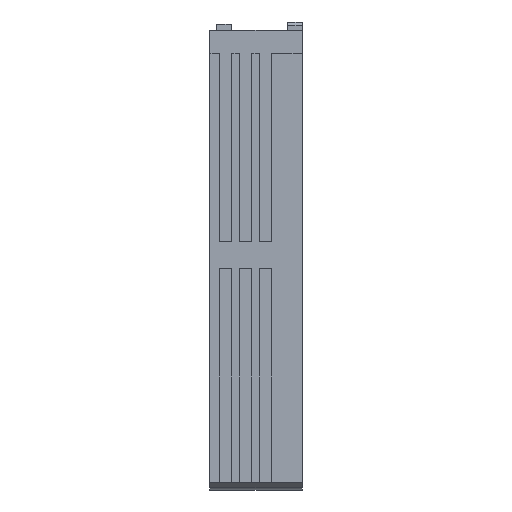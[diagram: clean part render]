
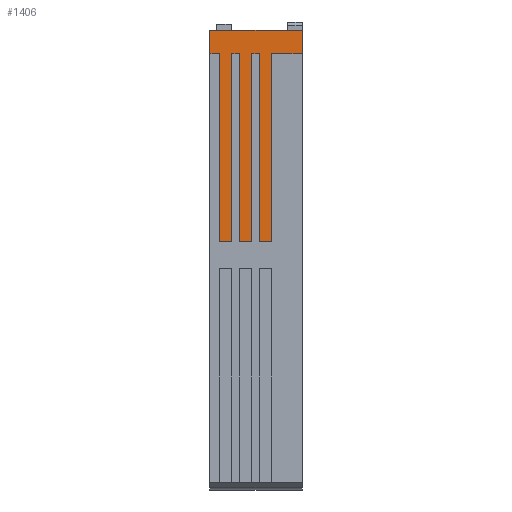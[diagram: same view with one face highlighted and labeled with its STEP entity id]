
A CAD part, front view. The second image highlights one B-rep face of the part: STEP entity #1406.
In plain terms, the highlighted planar face has unit normal (0, -1, 0).
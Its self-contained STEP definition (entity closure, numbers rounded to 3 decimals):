
#20 = VECTOR ( 'NONE', #6270, 1000. ) ;
#141 = CARTESIAN_POINT ( 'NONE',  ( -3.15, -48.733, -27.5 ) ) ;
#155 = EDGE_CURVE ( 'NONE', #8426, #7317, #8407, .T. ) ;
#208 = CARTESIAN_POINT ( 'NONE',  ( -0.55, -48.733, -27.5 ) ) ;
#421 = EDGE_CURVE ( 'NONE', #2395, #674, #2151, .T. ) ;
#470 = CARTESIAN_POINT ( 'NONE',  ( -4.75, -48.733, -3. ) ) ;
#660 = CARTESIAN_POINT ( 'NONE',  ( -6., -48.733, 0.033 ) ) ;
#674 = VERTEX_POINT ( 'NONE', #141 ) ;
#773 = CARTESIAN_POINT ( 'NONE',  ( -2.15, -48.733, -27.5 ) ) ;
#946 = ORIENTED_EDGE ( 'NONE', *, *, #4139, .T. ) ;
#1030 = VECTOR ( 'NONE', #4861, 1000. ) ;
#1035 = DIRECTION ( 'NONE',  ( 0., 0., -1. ) ) ;
#1067 = CARTESIAN_POINT ( 'NONE',  ( -4.75, -48.733, -27.5 ) ) ;
#1144 = VERTEX_POINT ( 'NONE', #773 ) ;
#1169 = LINE ( 'NONE', #660, #4750 ) ;
#1265 = LINE ( 'NONE', #8004, #8001 ) ;
#1288 = ORIENTED_EDGE ( 'NONE', *, *, #421, .T. ) ;
#1341 = EDGE_CURVE ( 'NONE', #7404, #7910, #2137, .T. ) ;
#1364 = DIRECTION ( 'NONE',  ( 1., 0., 0. ) ) ;
#1390 = CARTESIAN_POINT ( 'NONE',  ( -3.15, -48.733, -3. ) ) ;
#1406 = ADVANCED_FACE ( 'NONE', ( #5512 ), #1545, .T. ) ;
#1444 = VERTEX_POINT ( 'NONE', #5100 ) ;
#1490 = CARTESIAN_POINT ( 'NONE',  ( 0., -48.733, -27.5 ) ) ;
#1495 = ORIENTED_EDGE ( 'NONE', *, *, #4869, .F. ) ;
#1545 = PLANE ( 'NONE',  #7477 ) ;
#1557 = LINE ( 'NONE', #6433, #6381 ) ;
#1630 = VERTEX_POINT ( 'NONE', #7223 ) ;
#1694 = DIRECTION ( 'NONE',  ( 0., -1., 0. ) ) ;
#1705 = ORIENTED_EDGE ( 'NONE', *, *, #6851, .F. ) ;
#1795 = ORIENTED_EDGE ( 'NONE', *, *, #6166, .F. ) ;
#1827 = DIRECTION ( 'NONE',  ( 0., 0., 1. ) ) ;
#1883 = CARTESIAN_POINT ( 'NONE',  ( 2.05, -48.733, -3. ) ) ;
#1896 = CARTESIAN_POINT ( 'NONE',  ( 0.45, -48.733, -3. ) ) ;
#2137 = LINE ( 'NONE', #4870, #20 ) ;
#2151 = LINE ( 'NONE', #2580, #3405 ) ;
#2395 = VERTEX_POINT ( 'NONE', #1067 ) ;
#2573 = ORIENTED_EDGE ( 'NONE', *, *, #5322, .T. ) ;
#2577 = CARTESIAN_POINT ( 'NONE',  ( 6., -48.733, 0.033 ) ) ;
#2580 = CARTESIAN_POINT ( 'NONE',  ( 0., -48.733, -27.5 ) ) ;
#2626 = EDGE_CURVE ( 'NONE', #5838, #1630, #1265, .T. ) ;
#2969 = LINE ( 'NONE', #2577, #8548 ) ;
#3077 = VERTEX_POINT ( 'NONE', #7133 ) ;
#3078 = CARTESIAN_POINT ( 'NONE',  ( 0.45, -48.733, -27.5 ) ) ;
#3098 = EDGE_CURVE ( 'NONE', #7404, #4090, #6717, .T. ) ;
#3132 = DIRECTION ( 'NONE',  ( 0., 0., -1. ) ) ;
#3290 = DIRECTION ( 'NONE',  ( 1., 0., 0. ) ) ;
#3405 = VECTOR ( 'NONE', #6576, 1000. ) ;
#3412 = CARTESIAN_POINT ( 'NONE',  ( -6., -48.733, -3. ) ) ;
#3418 = VECTOR ( 'NONE', #4216, 1000. ) ;
#3674 = CARTESIAN_POINT ( 'NONE',  ( -6., -48.733, 0.033 ) ) ;
#3684 = VERTEX_POINT ( 'NONE', #3078 ) ;
#3782 = CARTESIAN_POINT ( 'NONE',  ( -0.55, -48.733, 0. ) ) ;
#3884 = CARTESIAN_POINT ( 'NONE',  ( 2.05, -48.733, 0. ) ) ;
#3965 = DIRECTION ( 'NONE',  ( 0., 0., -1. ) ) ;
#4041 = DIRECTION ( 'NONE',  ( 1., 0., 0. ) ) ;
#4090 = VERTEX_POINT ( 'NONE', #208 ) ;
#4139 = EDGE_CURVE ( 'NONE', #1144, #4090, #7981, .T. ) ;
#4202 = EDGE_LOOP ( 'NONE', ( #5326, #1495, #1288, #7761, #6259, #1795, #946, #5284, #5090, #7539, #2573, #5161, #4616, #7647, #1705, #6514 ) ) ;
#4216 = DIRECTION ( 'NONE',  ( 1., 0., 0. ) ) ;
#4282 = VECTOR ( 'NONE', #7865, 1000. ) ;
#4582 = CARTESIAN_POINT ( 'NONE',  ( -2.15, -48.733, 0. ) ) ;
#4616 = ORIENTED_EDGE ( 'NONE', *, *, #7167, .T. ) ;
#4750 = VECTOR ( 'NONE', #4041, 1000. ) ;
#4772 = CARTESIAN_POINT ( 'NONE',  ( 0.45, -48.733, 0. ) ) ;
#4861 = DIRECTION ( 'NONE',  ( 1., 0., 0. ) ) ;
#4869 = EDGE_CURVE ( 'NONE', #2395, #7823, #1557, .T. ) ;
#4870 = CARTESIAN_POINT ( 'NONE',  ( -6., -48.733, -3. ) ) ;
#5077 = LINE ( 'NONE', #8615, #6228 ) ;
#5090 = ORIENTED_EDGE ( 'NONE', *, *, #1341, .T. ) ;
#5100 = CARTESIAN_POINT ( 'NONE',  ( 6., -48.733, -3. ) ) ;
#5161 = ORIENTED_EDGE ( 'NONE', *, *, #155, .F. ) ;
#5271 = DIRECTION ( 'NONE',  ( 0., 0., 1. ) ) ;
#5284 = ORIENTED_EDGE ( 'NONE', *, *, #3098, .F. ) ;
#5322 = EDGE_CURVE ( 'NONE', #3684, #7317, #6065, .T. ) ;
#5326 = ORIENTED_EDGE ( 'NONE', *, *, #7968, .T. ) ;
#5364 = LINE ( 'NONE', #7259, #6411 ) ;
#5481 = VECTOR ( 'NONE', #1364, 1000. ) ;
#5512 = FACE_OUTER_BOUND ( 'NONE', #4202, .T. ) ;
#5515 = CARTESIAN_POINT ( 'NONE',  ( 0., -48.733, -27.5 ) ) ;
#5584 = VERTEX_POINT ( 'NONE', #1390 ) ;
#5594 = EDGE_CURVE ( 'NONE', #3684, #7910, #5844, .T. ) ;
#5667 = CARTESIAN_POINT ( 'NONE',  ( -6., -48.733, -3. ) ) ;
#5748 = CARTESIAN_POINT ( 'NONE',  ( -6., -48.733, 0.033 ) ) ;
#5750 = VECTOR ( 'NONE', #8131, 1000. ) ;
#5838 = VERTEX_POINT ( 'NONE', #5748 ) ;
#5844 = LINE ( 'NONE', #4772, #5750 ) ;
#6065 = LINE ( 'NONE', #1490, #3418 ) ;
#6154 = VERTEX_POINT ( 'NONE', #7344 ) ;
#6166 = EDGE_CURVE ( 'NONE', #1144, #3077, #8459, .T. ) ;
#6228 = VECTOR ( 'NONE', #3132, 1000. ) ;
#6259 = ORIENTED_EDGE ( 'NONE', *, *, #7416, .T. ) ;
#6270 = DIRECTION ( 'NONE',  ( 1., 0., 0. ) ) ;
#6381 = VECTOR ( 'NONE', #1827, 1000. ) ;
#6411 = VECTOR ( 'NONE', #3290, 1000. ) ;
#6433 = CARTESIAN_POINT ( 'NONE',  ( -4.75, -48.733, 0. ) ) ;
#6514 = ORIENTED_EDGE ( 'NONE', *, *, #2626, .T. ) ;
#6576 = DIRECTION ( 'NONE',  ( 1., 0., 0. ) ) ;
#6717 = LINE ( 'NONE', #3782, #8204 ) ;
#6730 = EDGE_CURVE ( 'NONE', #5584, #674, #5077, .T. ) ;
#6762 = EDGE_CURVE ( 'NONE', #6154, #1444, #2969, .T. ) ;
#6851 = EDGE_CURVE ( 'NONE', #5838, #6154, #1169, .T. ) ;
#6864 = CARTESIAN_POINT ( 'NONE',  ( 2.05, -48.733, -27.5 ) ) ;
#7133 = CARTESIAN_POINT ( 'NONE',  ( -2.15, -48.733, -3. ) ) ;
#7167 = EDGE_CURVE ( 'NONE', #8426, #1444, #7804, .T. ) ;
#7223 = CARTESIAN_POINT ( 'NONE',  ( -6., -48.733, -3. ) ) ;
#7259 = CARTESIAN_POINT ( 'NONE',  ( -6., -48.733, -3. ) ) ;
#7317 = VERTEX_POINT ( 'NONE', #6864 ) ;
#7344 = CARTESIAN_POINT ( 'NONE',  ( 6., -48.733, 0.033 ) ) ;
#7404 = VERTEX_POINT ( 'NONE', #8051 ) ;
#7416 = EDGE_CURVE ( 'NONE', #5584, #3077, #8432, .T. ) ;
#7477 = AXIS2_PLACEMENT_3D ( 'NONE', #3674, #1694, #1035 ) ;
#7495 = VECTOR ( 'NONE', #5271, 1000. ) ;
#7539 = ORIENTED_EDGE ( 'NONE', *, *, #5594, .F. ) ;
#7647 = ORIENTED_EDGE ( 'NONE', *, *, #6762, .F. ) ;
#7761 = ORIENTED_EDGE ( 'NONE', *, *, #6730, .F. ) ;
#7804 = LINE ( 'NONE', #5667, #8232 ) ;
#7823 = VERTEX_POINT ( 'NONE', #470 ) ;
#7849 = DIRECTION ( 'NONE',  ( 0., 0., -1. ) ) ;
#7865 = DIRECTION ( 'NONE',  ( 0., 0., -1. ) ) ;
#7910 = VERTEX_POINT ( 'NONE', #1896 ) ;
#7968 = EDGE_CURVE ( 'NONE', #1630, #7823, #5364, .T. ) ;
#7981 = LINE ( 'NONE', #5515, #1030 ) ;
#8001 = VECTOR ( 'NONE', #3965, 1000. ) ;
#8004 = CARTESIAN_POINT ( 'NONE',  ( -6., -48.733, 0.033 ) ) ;
#8051 = CARTESIAN_POINT ( 'NONE',  ( -0.55, -48.733, -3. ) ) ;
#8131 = DIRECTION ( 'NONE',  ( 0., 0., 1. ) ) ;
#8204 = VECTOR ( 'NONE', #7849, 1000. ) ;
#8232 = VECTOR ( 'NONE', #8403, 1000. ) ;
#8403 = DIRECTION ( 'NONE',  ( 1., 0., 0. ) ) ;
#8407 = LINE ( 'NONE', #3884, #4282 ) ;
#8426 = VERTEX_POINT ( 'NONE', #1883 ) ;
#8432 = LINE ( 'NONE', #3412, #5481 ) ;
#8459 = LINE ( 'NONE', #4582, #7495 ) ;
#8548 = VECTOR ( 'NONE', #8648, 1000. ) ;
#8615 = CARTESIAN_POINT ( 'NONE',  ( -3.15, -48.733, 0. ) ) ;
#8648 = DIRECTION ( 'NONE',  ( 0., 0., -1. ) ) ;
